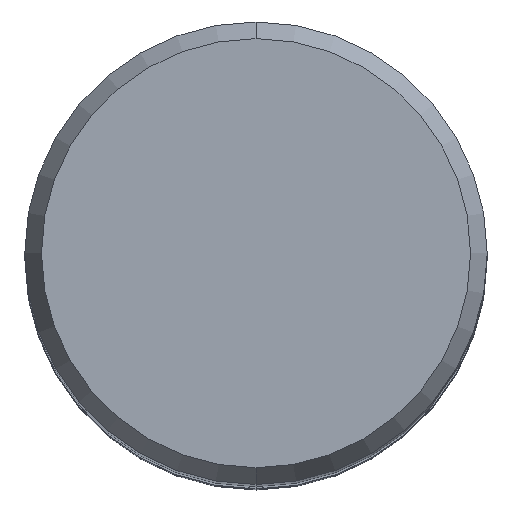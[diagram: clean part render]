
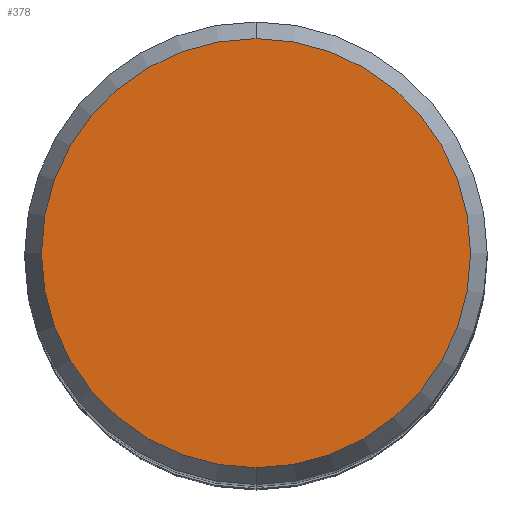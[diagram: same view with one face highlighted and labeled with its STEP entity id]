
A CAD part, top view. The second image highlights one B-rep face of the part: STEP entity #378.
In plain terms, the highlighted planar face has unit normal (0, 0, 1).
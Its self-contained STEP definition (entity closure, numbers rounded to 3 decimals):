
#240=VERTEX_POINT('',#576);
#286=EDGE_CURVE('',#240,#422,#625,.T.);
#352=EDGE_CURVE('',#422,#240,#699,.T.);
#378=ADVANCED_FACE('',(#727),#728,.T.);
#422=VERTEX_POINT('',#778);
#576=CARTESIAN_POINT('',(0.0,8.837,0.));
#625=CIRCLE('',#1133,8.837);
#699=CIRCLE('',#1252,8.837);
#727=FACE_OUTER_BOUND('',#1325,.T.);
#728=PLANE('',#1326);
#778=CARTESIAN_POINT('',(0.,-8.837,0.));
#1133=AXIS2_PLACEMENT_3D('',#1770,#1771,#1772);
#1252=AXIS2_PLACEMENT_3D('',#1847,#1848,#1849);
#1325=EDGE_LOOP('',(#1885,#1886));
#1326=AXIS2_PLACEMENT_3D('',#1887,#1888,#1889);
#1770=CARTESIAN_POINT('',(0.0,0.0,0.));
#1771=DIRECTION('',(0.0,0.0,-1.0));
#1772=DIRECTION('',(0.0,1.0,0.0));
#1847=CARTESIAN_POINT('',(0.0,0.0,0.));
#1848=DIRECTION('',(0.0,0.0,-1.0));
#1849=DIRECTION('',(0.0,1.0,0.0));
#1885=ORIENTED_EDGE('',*,*,#286,.F.);
#1886=ORIENTED_EDGE('',*,*,#352,.F.);
#1887=CARTESIAN_POINT('',(0.0,4.419,0.));
#1888=DIRECTION('',(-0.0,0.0,1.0));
#1889=DIRECTION('',(0.0,-1.0,0.0));
